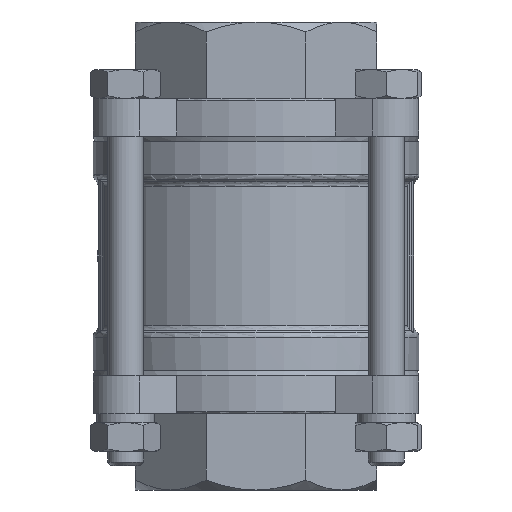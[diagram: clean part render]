
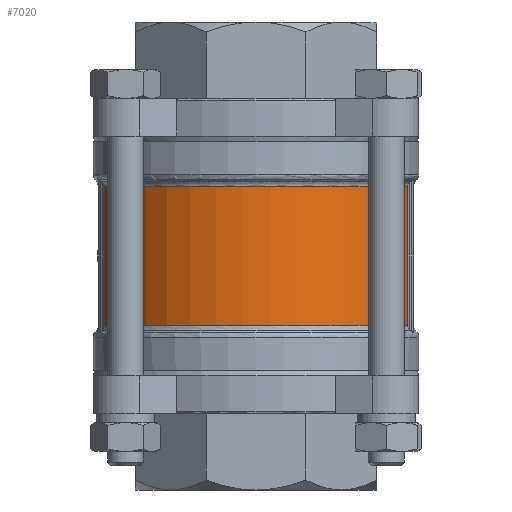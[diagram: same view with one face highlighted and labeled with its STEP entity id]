
A CAD part, front view. The second image highlights one B-rep face of the part: STEP entity #7020.
In plain terms, the highlighted cylindrical face has radius 43.75 mm (diameter 87.5 mm), a partial arc.
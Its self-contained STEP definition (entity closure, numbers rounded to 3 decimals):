
#97=LINE('',#11325,#455);
#98=LINE('',#11326,#456);
#455=VECTOR('',#8629,1000.);
#456=VECTOR('',#8630,1000.);
#776=CYLINDRICAL_SURFACE('',#7589,43.75);
#1148=CIRCLE('',#7562,43.75);
#1152=CIRCLE('',#7570,43.75);
#1803=ORIENTED_EDGE('',*,*,#3854,.T.);
#1804=ORIENTED_EDGE('',*,*,#3905,.T.);
#1805=ORIENTED_EDGE('',*,*,#3868,.F.);
#1806=ORIENTED_EDGE('',*,*,#3906,.F.);
#3854=EDGE_CURVE('',#4890,#4889,#1148,.T.);
#3868=EDGE_CURVE('',#4902,#4903,#1152,.T.);
#3905=EDGE_CURVE('',#4889,#4903,#97,.T.);
#3906=EDGE_CURVE('',#4890,#4902,#98,.T.);
#4889=VERTEX_POINT('',#11111);
#4890=VERTEX_POINT('',#11113);
#4902=VERTEX_POINT('',#11173);
#4903=VERTEX_POINT('',#11175);
#5844=EDGE_LOOP('',(#1803,#1804,#1805,#1806));
#6375=FACE_BOUND('',#5844,.T.);
#7020=ADVANCED_FACE('',(#6375),#776,.T.);
#7562=AXIS2_PLACEMENT_3D('',#11112,#8573,#8574);
#7570=AXIS2_PLACEMENT_3D('',#11174,#8589,#8590);
#7589=AXIS2_PLACEMENT_3D('',#11324,#8627,#8628);
#8573=DIRECTION('',(0.,0.,-1.));
#8574=DIRECTION('',(-1.,0.,0.));
#8589=DIRECTION('',(0.,0.,-1.));
#8590=DIRECTION('',(-1.,0.,0.));
#8627=DIRECTION('',(0.,0.,-1.));
#8628=DIRECTION('',(-1.,0.,0.));
#8629=DIRECTION('',(0.,0.,-1.));
#8630=DIRECTION('',(0.,0.,-1.));
#11111=CARTESIAN_POINT('',(-42.07,-12.007,19.372));
#11112=CARTESIAN_POINT('',(0.,0.,19.372));
#11113=CARTESIAN_POINT('',(42.07,-12.007,19.372));
#11173=CARTESIAN_POINT('',(42.07,-12.007,-19.372));
#11174=CARTESIAN_POINT('',(0.,0.,-19.372));
#11175=CARTESIAN_POINT('',(-42.07,-12.007,-19.372));
#11324=CARTESIAN_POINT('',(0.,0.,-43.8));
#11325=CARTESIAN_POINT('',(-42.07,-12.007,0.));
#11326=CARTESIAN_POINT('',(42.07,-12.007,0.));
